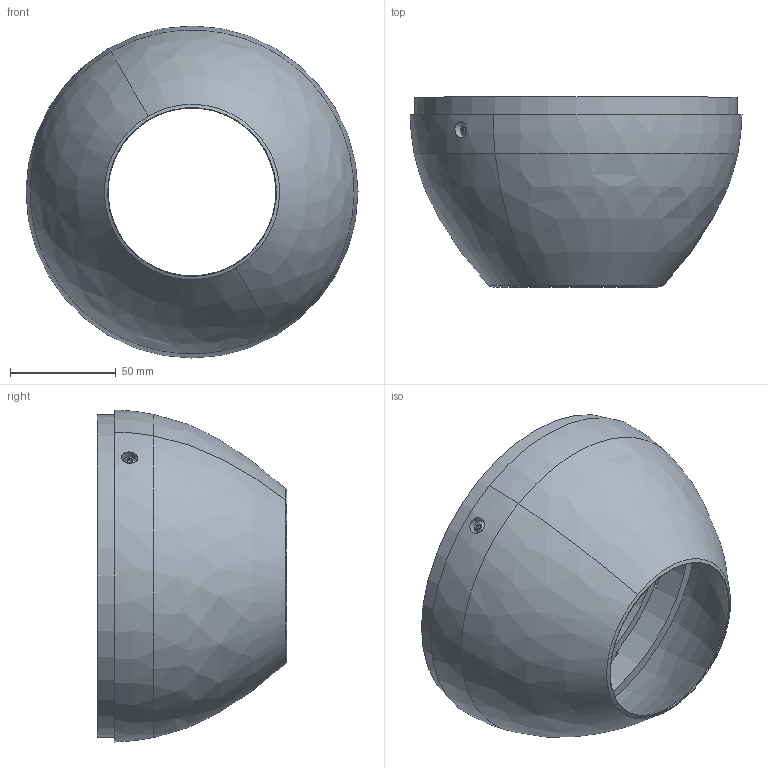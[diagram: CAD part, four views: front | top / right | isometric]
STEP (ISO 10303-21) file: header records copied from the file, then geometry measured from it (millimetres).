
FILE_DESCRIPTION(/* description */ (''),/* implementation_level */ '2;1');
FILE_NAME(/* name */ 'CF_Boat Tail_Night Owl_MK2 v30.step',/* time_stamp */ '2025-12-13T17:49:58-05:00',/* author */ (''),/* organization */ (''),/* preprocessor_version */ 'ST-DEVELOPER v20.1',/* originating_system */ 'Autodesk Translation Framework v14.21.0.0',/* authorisation */ '');
FILE_SCHEMA (('AUTOMOTIVE_DESIGN { 1 0 10303 214 3 1 1 }'));
Length unit declared in the file: inch
Products named in the file (9): Boat Tail_Night Owl_MK2; Component1; Component2; Component4; Component6; Component5; Component3; 94459A290_Heat-Set Inserts for Plastic; FHSBHCS ASME B18.3.4M - M3 x 0.5 x 10 Steel Grade 2 Plain
Assembly tree (8 placements, depth 4):
  Boat Tail_Night Owl_MK2
    Component1
    Component2
      Component4
        Component6
      Component5
    Component3
    94459A290_Heat-Set Inserts for Plastic
    FHSBHCS ASME B18.3.4M - M3 x 0.5 x 10 Steel Grade 2 Plain
Bounding box: 156.7 x 89.59 x 156.7 mm (x, y, z)
Volume: 157792.3 mm3; surface area: 120789.7 mm2
Topology: 5 solids, 5 shells, 398 faces, 1169 edges, 774 vertices
Faces by surface type: bspline 155, cylinder 125, plane 71, cone 43, torus 3, sphere 1
Full cylindrical faces by diameter (mm): 2.422 x3, 2.927 x1, 3.454 x4, 3.81 x5, 4.464 x1, 4.801 x1, 7.62 x1, 129.54 x1, 136.652 x1, 137.16 x1, 152.386 x1
Entity records: 25164 total; most frequent: CARTESIAN_POINT 15483, ORIENTED_EDGE 2338, DIRECTION 1637, EDGE_CURVE 1169, VERTEX_POINT 774, AXIS2_PLACEMENT_3D 658, EDGE_LOOP 435, FACE_OUTER_BOUND 398
